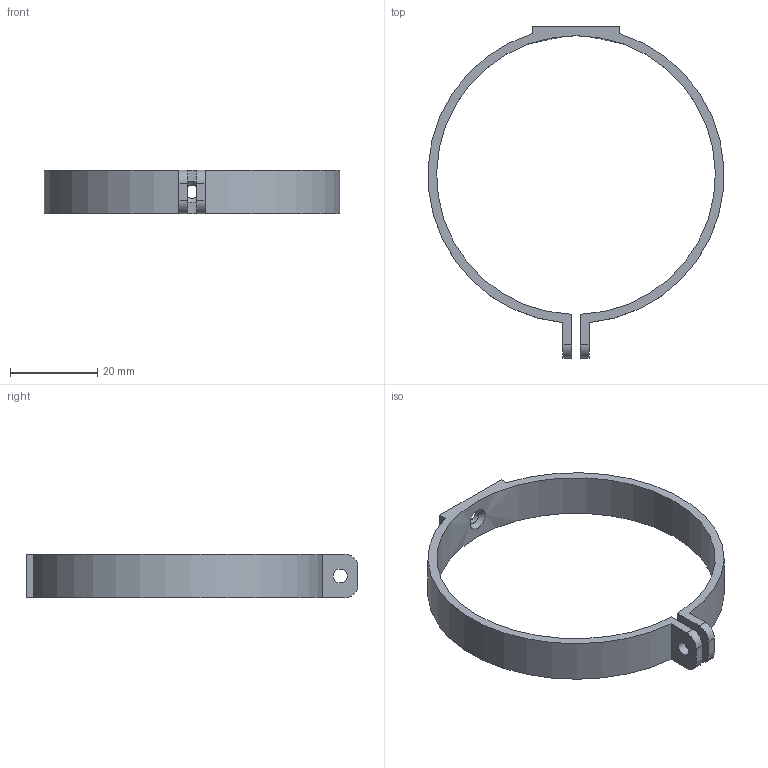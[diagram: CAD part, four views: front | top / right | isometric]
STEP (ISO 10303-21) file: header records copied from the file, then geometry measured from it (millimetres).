
FILE_DESCRIPTION(('STEP AP242'), '1');
FILE_NAME('Êîëüöî _ Îíäàòðà ÌÄ', '', ('UNSPECIFIED'), ('UNSPECIFIED'), 'C3D Converter', 'C3D Toolkit', '');
FILE_SCHEMA(('AP242_MANAGED_MODEL_BASED_3D_ENGINEERING_MIM_LF { 1 0 10303 442 1 1 4 }'));
Length unit declared in the file: millimetre
Products named in the file (1): Ондатра МД
Bounding box: 67.85 x 76.22 x 10 mm (x, y, z)
Volume: 4501.6 mm3; surface area: 5401.7 mm2
Topology: 1 solids, 1 shells, 22 faces, 59 edges, 39 vertices
Faces by surface type: plane 11, cylinder 10, bspline 1
Full cylindrical faces by diameter (mm): 3 x1, 3.2 x2
Entity records: 1027 total; most frequent: CARTESIAN_POINT 425, DIRECTION 116, ORIENTED_EDGE 110, EDGE_CURVE 55, AXIS2_PLACEMENT_3D 41, VERTEX_POINT 39, LINE 34, VECTOR 34
